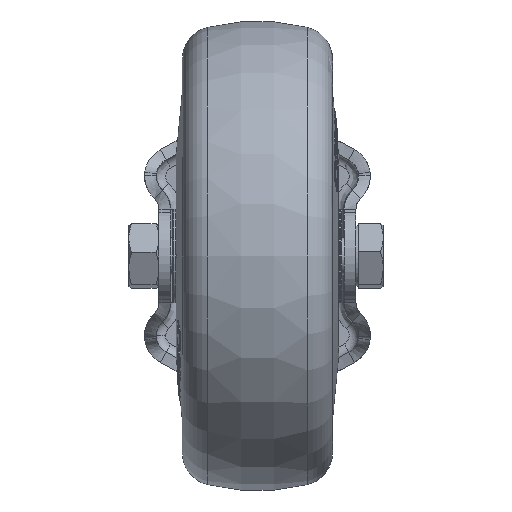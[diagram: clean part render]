
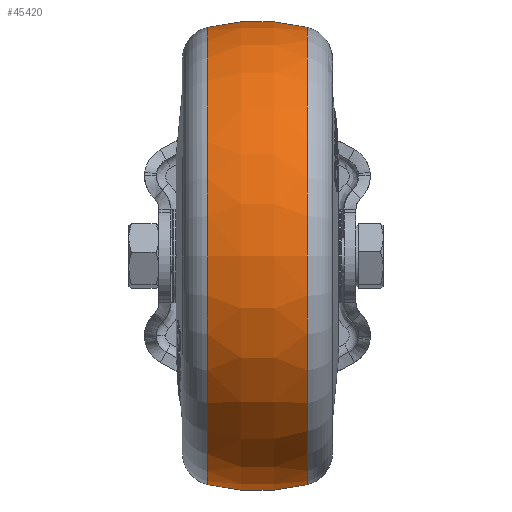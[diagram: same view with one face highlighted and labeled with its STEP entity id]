
A CAD part, front view. The second image highlights one B-rep face of the part: STEP entity #45420.
In plain terms, the highlighted toroidal (fillet/blend) face has major radius 5 mm and minor radius 45 mm.
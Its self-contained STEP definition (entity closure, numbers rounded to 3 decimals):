
#344 = CARTESIAN_POINT ( 'NONE',  ( 0., 0., 5. ) ) ;
#5905 = ORIENTED_EDGE ( 'NONE', *, *, #61217, .T. ) ;
#7673 = DIRECTION ( 'NONE',  ( 1., 0., 0. ) ) ;
#8308 = DIRECTION ( 'NONE',  ( 0., 0., 1. ) ) ;
#9499 = FACE_OUTER_BOUND ( 'NONE', #30129, .T. ) ;
#14690 = DIRECTION ( 'NONE',  ( 0., 0., -1. ) ) ;
#15013 = DIRECTION ( 'NONE',  ( 0., -1., 0. ) ) ;
#19799 = ORIENTED_EDGE ( 'NONE', *, *, #84734, .T. ) ;
#22652 = AXIS2_PLACEMENT_3D ( 'NONE', #62756, #15013, #70694 ) ;
#23809 = CIRCLE ( 'NONE', #81797, 48.72 ) ;
#25101 = VERTEX_POINT ( 'NONE', #27800 ) ;
#25192 = CARTESIAN_POINT ( 'NONE',  ( 10.658, 0., 48.72 ) ) ;
#27800 = CARTESIAN_POINT ( 'NONE',  ( -10.658, 0., 48.72 ) ) ;
#30129 = EDGE_LOOP ( 'NONE', ( #86364, #84438, #19799, #5905 ) ) ;
#30391 = CARTESIAN_POINT ( 'NONE',  ( 0., 0., 0. ) ) ;
#30644 = EDGE_CURVE ( 'NONE', #25101, #87716, #79764, .T. ) ;
#35805 = CARTESIAN_POINT ( 'NONE',  ( -10.658, 0., -48.72 ) ) ;
#35956 = CIRCLE ( 'NONE', #102195, 48.72 ) ;
#36522 = DIRECTION ( 'NONE',  ( -1., 0., 0. ) ) ;
#44438 = TOROIDAL_SURFACE ( 'NONE', #95453, 5., 45. ) ;
#45420 = ADVANCED_FACE ( 'NONE', ( #9499 ), #44438, .T. ) ;
#49703 = VERTEX_POINT ( 'NONE', #35805 ) ;
#50619 = CARTESIAN_POINT ( 'NONE',  ( 10.658, 0., -48.72 ) ) ;
#51681 = AXIS2_PLACEMENT_3D ( 'NONE', #344, #56040, #8308 ) ;
#55394 = CARTESIAN_POINT ( 'NONE',  ( -10.658, 0., 0. ) ) ;
#56040 = DIRECTION ( 'NONE',  ( 0., 1., 0. ) ) ;
#61217 = EDGE_CURVE ( 'NONE', #96085, #87716, #35956, .T. ) ;
#62440 = DIRECTION ( 'NONE',  ( 1., 0., 0. ) ) ;
#62756 = CARTESIAN_POINT ( 'NONE',  ( 0., 0., -5. ) ) ;
#63429 = DIRECTION ( 'NONE',  ( 0., 0., -1. ) ) ;
#70694 = DIRECTION ( 'NONE',  ( 1., 0., 0. ) ) ;
#79764 = CIRCLE ( 'NONE', #51681, 45. ) ;
#81797 = AXIS2_PLACEMENT_3D ( 'NONE', #55394, #7673, #63429 ) ;
#84141 = CARTESIAN_POINT ( 'NONE',  ( 10.658, 0., 0. ) ) ;
#84438 = ORIENTED_EDGE ( 'NONE', *, *, #90331, .T. ) ;
#84734 = EDGE_CURVE ( 'NONE', #49703, #96085, #102518, .T. ) ;
#86364 = ORIENTED_EDGE ( 'NONE', *, *, #30644, .F. ) ;
#87716 = VERTEX_POINT ( 'NONE', #25192 ) ;
#90331 = EDGE_CURVE ( 'NONE', #25101, #49703, #23809, .T. ) ;
#92102 = DIRECTION ( 'NONE',  ( 0., 0., 1. ) ) ;
#95453 = AXIS2_PLACEMENT_3D ( 'NONE', #30391, #62440, #14690 ) ;
#96085 = VERTEX_POINT ( 'NONE', #50619 ) ;
#102195 = AXIS2_PLACEMENT_3D ( 'NONE', #84141, #36522, #92102 ) ;
#102518 = CIRCLE ( 'NONE', #22652, 45. ) ;
